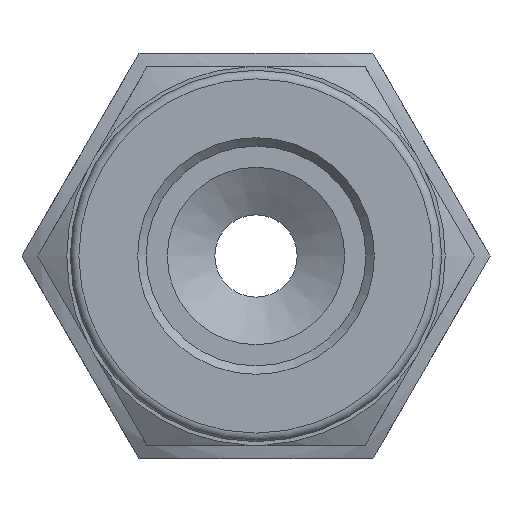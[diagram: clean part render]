
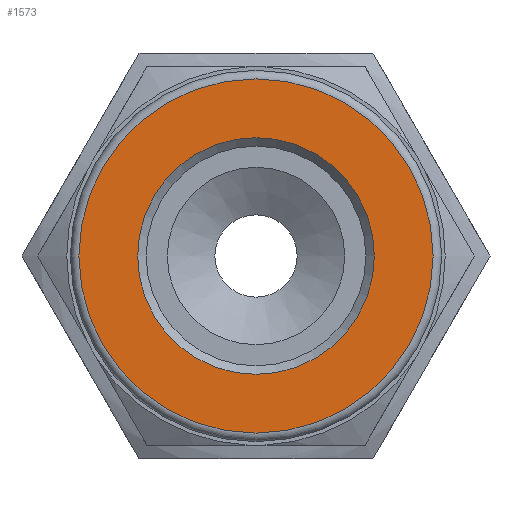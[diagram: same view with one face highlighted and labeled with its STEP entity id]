
A CAD part, left-side view. The second image highlights one B-rep face of the part: STEP entity #1573.
In plain terms, the highlighted planar face has unit normal (-1, 0, 0).
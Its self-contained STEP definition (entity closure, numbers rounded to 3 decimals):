
#31=FACE_BOUND('',#396,.T.);
#149=CIRCLE('',#1772,6.95);
#150=CIRCLE('',#1774,10.4);
#285=FACE_OUTER_BOUND('',#395,.T.);
#395=EDGE_LOOP('',(#1400));
#396=EDGE_LOOP('',(#1401));
#741=VERTEX_POINT('',#2874);
#742=VERTEX_POINT('',#2878);
#969=EDGE_CURVE('',#741,#741,#149,.T.);
#970=EDGE_CURVE('',#742,#742,#150,.T.);
#1400=ORIENTED_EDGE('',*,*,#970,.F.);
#1401=ORIENTED_EDGE('',*,*,#969,.T.);
#1479=PLANE('',#1773);
#1573=ADVANCED_FACE('',(#285,#31),#1479,.T.);
#1772=AXIS2_PLACEMENT_3D('',#2876,#2201,#2202);
#1773=AXIS2_PLACEMENT_3D('',#2877,#2203,#2204);
#1774=AXIS2_PLACEMENT_3D('',#2879,#2205,#2206);
#2201=DIRECTION('center_axis',(1.,0.,0.));
#2202=DIRECTION('ref_axis',(0.,0.,-1.));
#2203=DIRECTION('center_axis',(-1.,0.,0.));
#2204=DIRECTION('ref_axis',(0.,0.,1.));
#2205=DIRECTION('center_axis',(1.,0.,0.));
#2206=DIRECTION('ref_axis',(0.,0.,-1.));
#2874=CARTESIAN_POINT('',(0.,-6.95,0.));
#2876=CARTESIAN_POINT('Origin',(0.,0.,0.));
#2877=CARTESIAN_POINT('Origin',(0.,10.4,0.));
#2878=CARTESIAN_POINT('',(0.,0.,10.4));
#2879=CARTESIAN_POINT('Origin',(0.,0.,0.));
